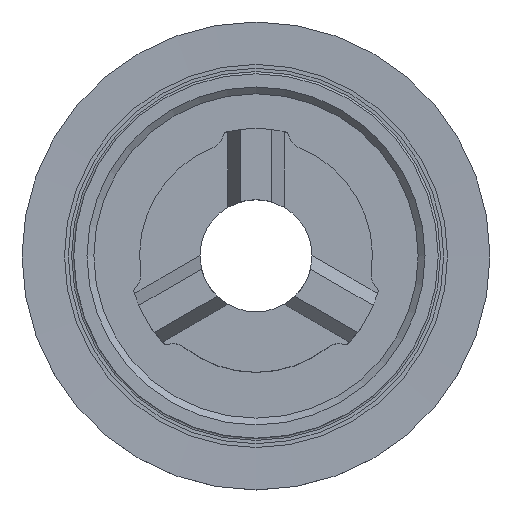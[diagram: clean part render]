
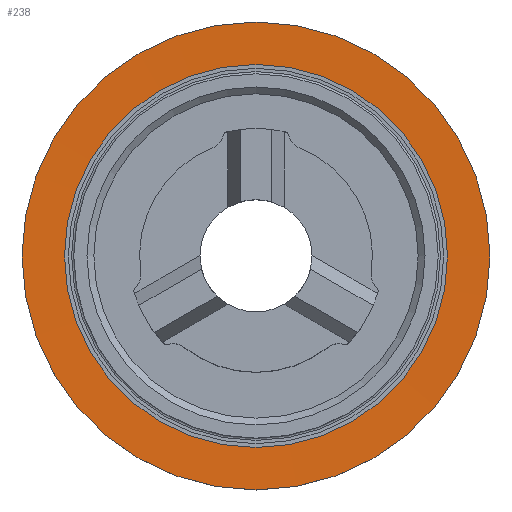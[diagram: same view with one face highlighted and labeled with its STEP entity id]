
A CAD part, top view. The second image highlights one B-rep face of the part: STEP entity #238.
In plain terms, the highlighted conical face has half-angle 89 degrees and reference radius 10.85 mm.
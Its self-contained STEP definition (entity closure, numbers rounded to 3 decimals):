
#77=CONICAL_SURFACE('',#989,10.85,89.);
#238=ADVANCED_FACE('',(#289,#290),#77,.F.);
#289=FACE_BOUND('',#357,.T.);
#290=FACE_BOUND('',#358,.T.);
#357=EDGE_LOOP('',(#573));
#358=EDGE_LOOP('',(#574));
#573=ORIENTED_EDGE('',*,*,#762,.T.);
#574=ORIENTED_EDGE('',*,*,#761,.F.);
#653=VERTEX_POINT('',#1576);
#654=VERTEX_POINT('',#1579);
#761=EDGE_CURVE('',#653,#653,#827,.T.);
#762=EDGE_CURVE('',#654,#654,#828,.T.);
#827=CIRCLE('',#986,10.85);
#828=CIRCLE('',#988,8.881);
#986=AXIS2_PLACEMENT_3D('',#1575,#1244,#1245);
#988=AXIS2_PLACEMENT_3D('',#1578,#1248,#1249);
#989=AXIS2_PLACEMENT_3D('',#1580,#1250,#1251);
#1244=DIRECTION('',(0.,0.,-1.));
#1245=DIRECTION('',(-1.,0.,0.));
#1248=DIRECTION('',(0.,0.,-1.));
#1249=DIRECTION('',(-1.,0.,0.));
#1250=DIRECTION('',(0.,0.,1.));
#1251=DIRECTION('',(1.,0.,0.));
#1575=CARTESIAN_POINT('',(0.,0.,-4.56));
#1576=CARTESIAN_POINT('',(-10.85,0.,-4.56));
#1578=CARTESIAN_POINT('',(0.,0.,-4.594));
#1579=CARTESIAN_POINT('',(-8.881,0.,-4.594));
#1580=CARTESIAN_POINT('',(0.,0.,-4.56));
